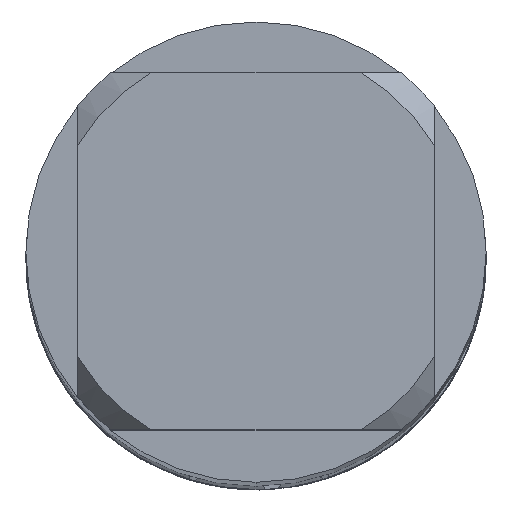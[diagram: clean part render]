
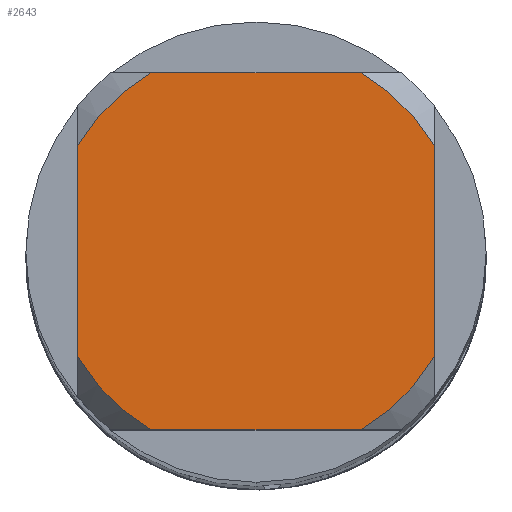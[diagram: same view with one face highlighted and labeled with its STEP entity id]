
A CAD part, top view. The second image highlights one B-rep face of the part: STEP entity #2643.
In plain terms, the highlighted planar face has unit normal (0, 0, 1).
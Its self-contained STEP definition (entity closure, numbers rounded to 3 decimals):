
#1245=EDGE_CURVE('',#3433,#2463,#3627,.T.);
#1255=EDGE_CURVE('',#2601,#1625,#3638,.T.);
#1335=VERTEX_POINT('',#3725);
#1625=VERTEX_POINT('',#4041);
#1961=EDGE_CURVE('',#2601,#3093,#4415,.T.);
#2083=EDGE_CURVE('',#2395,#3093,#4546,.T.);
#2085=EDGE_CURVE('',#3433,#1625,#4548,.T.);
#2215=EDGE_CURVE('',#1335,#2889,#4690,.T.);
#2285=EDGE_CURVE('',#2395,#2889,#4767,.T.);
#2395=VERTEX_POINT('',#4885);
#2463=VERTEX_POINT('',#4965);
#2601=VERTEX_POINT('',#5113);
#2643=ADVANCED_FACE('',(#5161),#5162,.T.);
#2695=EDGE_CURVE('',#1335,#2463,#5216,.T.);
#2889=VERTEX_POINT('',#5429);
#3093=VERTEX_POINT('',#5653);
#3433=VERTEX_POINT('',#6016);
#3627=CIRCLE('',#6254,3.6);
#3638=CIRCLE('',#6271,3.6);
#3725=CARTESIAN_POINT('',(-3.1,1.83,0.0));
#4041=CARTESIAN_POINT('',(1.83,-3.1,0.0));
#4415=LINE('',#8301,#8302);
#4546=CIRCLE('',#8629,3.6);
#4548=LINE('',#8632,#8633);
#4690=CIRCLE('',#9140,3.6);
#4767=LINE('',#9360,#9361);
#4885=CARTESIAN_POINT('',(1.83,3.1,0.0));
#4965=CARTESIAN_POINT('',(-3.1,-1.83,0.0));
#5113=CARTESIAN_POINT('',(3.1,-1.83,0.0));
#5161=FACE_OUTER_BOUND('',#10877,.T.);
#5162=PLANE('',#10878);
#5216=LINE('',#11000,#11001);
#5429=CARTESIAN_POINT('',(-1.83,3.1,0.0));
#5653=CARTESIAN_POINT('',(3.1,1.83,0.0));
#6016=CARTESIAN_POINT('',(-1.83,-3.1,0.0));
#6254=AXIS2_PLACEMENT_3D('',#13611,#13612,#13613);
#6271=AXIS2_PLACEMENT_3D('',#13626,#13627,#13628);
#8301=CARTESIAN_POINT('',(3.1,0.9,0.0));
#8302=VECTOR('',#14550,1.0);
#8629=AXIS2_PLACEMENT_3D('',#14661,#14662,#14663);
#8632=CARTESIAN_POINT('',(0.0,-3.1,0.0));
#8633=VECTOR('',#14664,1.0);
#9140=AXIS2_PLACEMENT_3D('',#14789,#14790,#14791);
#9360=CARTESIAN_POINT('',(0.0,3.1,0.0));
#9361=VECTOR('',#14864,1.0);
#10877=EDGE_LOOP('',(#15365,#15366,#15367,#15368,#15369,#15370,#15371,#15372));
#10878=AXIS2_PLACEMENT_3D('',#15373,#15374,#15375);
#11000=CARTESIAN_POINT('',(-3.1,0.9,0.0));
#11001=VECTOR('',#15413,1.0);
#13611=CARTESIAN_POINT('',(0.0,0.0,0.0));
#13612=DIRECTION('',(0.0,0.0,-1.0));
#13613=DIRECTION('',(0.0,1.0,0.0));
#13626=CARTESIAN_POINT('',(0.0,0.0,0.0));
#13627=DIRECTION('',(0.0,0.0,-1.0));
#13628=DIRECTION('',(0.0,1.0,0.0));
#14550=DIRECTION('',(-0.0,1.0,0.0));
#14661=CARTESIAN_POINT('',(0.0,0.0,0.0));
#14662=DIRECTION('',(0.0,0.0,-1.0));
#14663=DIRECTION('',(0.0,1.0,0.0));
#14664=DIRECTION('',(1.0,0.0,0.0));
#14789=CARTESIAN_POINT('',(0.0,0.0,0.0));
#14790=DIRECTION('',(0.0,0.0,-1.0));
#14791=DIRECTION('',(0.0,1.0,0.0));
#14864=DIRECTION('',(-1.0,0.0,0.0));
#15365=ORIENTED_EDGE('',*,*,#2695,.T.);
#15366=ORIENTED_EDGE('',*,*,#1245,.F.);
#15367=ORIENTED_EDGE('',*,*,#2085,.T.);
#15368=ORIENTED_EDGE('',*,*,#1255,.F.);
#15369=ORIENTED_EDGE('',*,*,#1961,.T.);
#15370=ORIENTED_EDGE('',*,*,#2083,.F.);
#15371=ORIENTED_EDGE('',*,*,#2285,.T.);
#15372=ORIENTED_EDGE('',*,*,#2215,.F.);
#15373=CARTESIAN_POINT('',(0.0,1.8,0.0));
#15374=DIRECTION('',(-0.0,0.0,1.0));
#15375=DIRECTION('',(0.0,-1.0,0.0));
#15413=DIRECTION('',(-0.0,-1.0,0.0));
